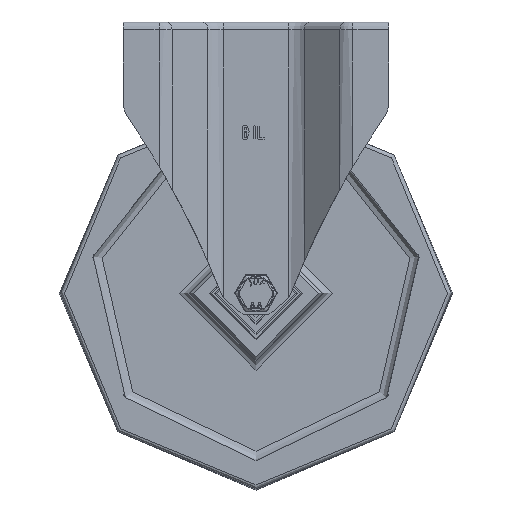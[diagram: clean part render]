
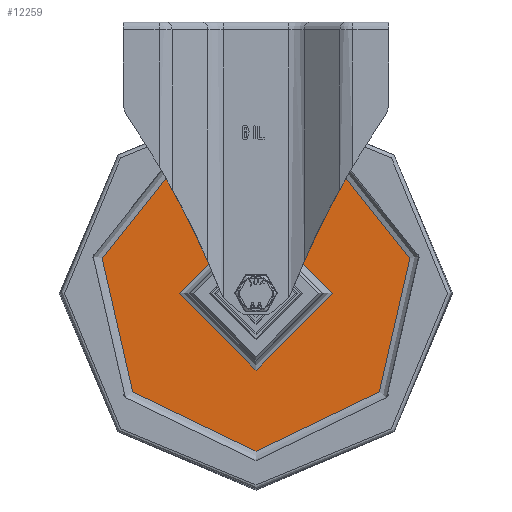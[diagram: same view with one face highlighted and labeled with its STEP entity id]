
A CAD part, front view. The second image highlights one B-rep face of the part: STEP entity #12259.
In plain terms, the highlighted planar face has unit normal (0, -1, 0).
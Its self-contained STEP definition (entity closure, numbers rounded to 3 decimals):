
#537=FACE_BOUND('',#4226,.T.);
#716=PLANE('',#13324);
#3463=FACE_OUTER_BOUND('',#4225,.T.);
#4225=EDGE_LOOP('',(#9236));
#4226=EDGE_LOOP('',(#9237));
#5073=CIRCLE('',#13318,80.25);
#5074=CIRCLE('',#13320,39.);
#5663=VERTEX_POINT('',#18643);
#5664=VERTEX_POINT('',#18647);
#7013=EDGE_CURVE('',#5663,#5663,#5073,.T.);
#7014=EDGE_CURVE('',#5664,#5664,#5074,.T.);
#9236=ORIENTED_EDGE('',*,*,#7013,.F.);
#9237=ORIENTED_EDGE('',*,*,#7014,.T.);
#12259=ADVANCED_FACE('',(#3463,#537),#716,.T.);
#13318=AXIS2_PLACEMENT_3D('',#18645,#14951,#14952);
#13320=AXIS2_PLACEMENT_3D('',#18648,#14955,#14956);
#13324=AXIS2_PLACEMENT_3D('',#18654,#14964,#14965);
#14951=DIRECTION('center_axis',(0.,1.,0.));
#14952=DIRECTION('ref_axis',(0.,0.,1.));
#14955=DIRECTION('center_axis',(0.,1.,0.));
#14956=DIRECTION('ref_axis',(0.,0.,1.));
#14964=DIRECTION('center_axis',(0.,-1.,0.));
#14965=DIRECTION('ref_axis',(0.,0.,-1.));
#18643=CARTESIAN_POINT('',(0.,-5.75,-80.25));
#18645=CARTESIAN_POINT('Origin',(0.,-5.75,0.));
#18647=CARTESIAN_POINT('',(0.,-5.75,-39.));
#18648=CARTESIAN_POINT('Origin',(0.,-5.75,0.));
#18654=CARTESIAN_POINT('Origin',(0.,-5.75,59.625));
